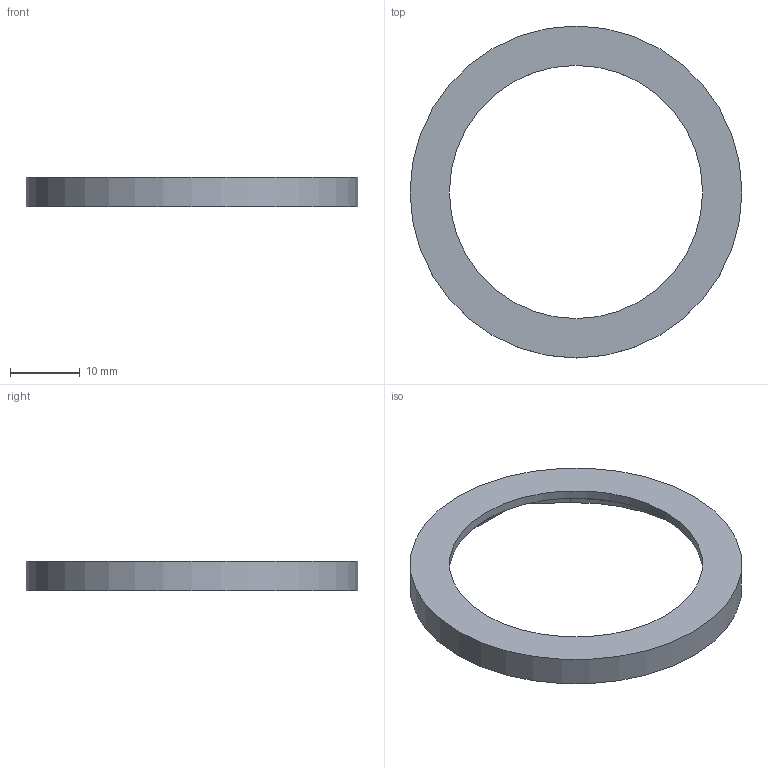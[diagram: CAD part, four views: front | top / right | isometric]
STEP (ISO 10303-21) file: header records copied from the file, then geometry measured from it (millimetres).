
FILE_DESCRIPTION(/* description */ ('Alibre Inc.'),/* implementation_level */ '2;1');
FILE_NAME(/* name */ 'export-414C450F-FA99-40BA-9D61-F7D78F3C4A11',/* time_stamp */ '2025-12-17T15:23:01-05:00',/* author */ (''),/* organization */ (''),/* preprocessor_version */ 'ST-DEVELOPER v17',/* originating_system */ 'Alibre',/* authorisation */ '');
FILE_SCHEMA (('CONFIG_CONTROL_DESIGN'));
Length unit declared in the file: centimetre
Bounding box: 47.62 x 47.62 x 4.27 mm (x, y, z)
Volume: 2239.7 mm3; surface area: 2667 mm2
Topology: 1 solids, 1 shells, 14 faces, 31 edges, 21 vertices
Faces by surface type: plane 10, cylinder 4
Full cylindrical faces by diameter (mm): 36.322 x1, 47.625 x1
Entity records: 451 total; most frequent: CARTESIAN_POINT 62, ORIENTED_EDGE 56, DIRECTION 54, EDGE_CURVE 28, AXIS2_PLACEMENT_3D 22, VERTEX_POINT 20, VECTOR 20, LINE 20
